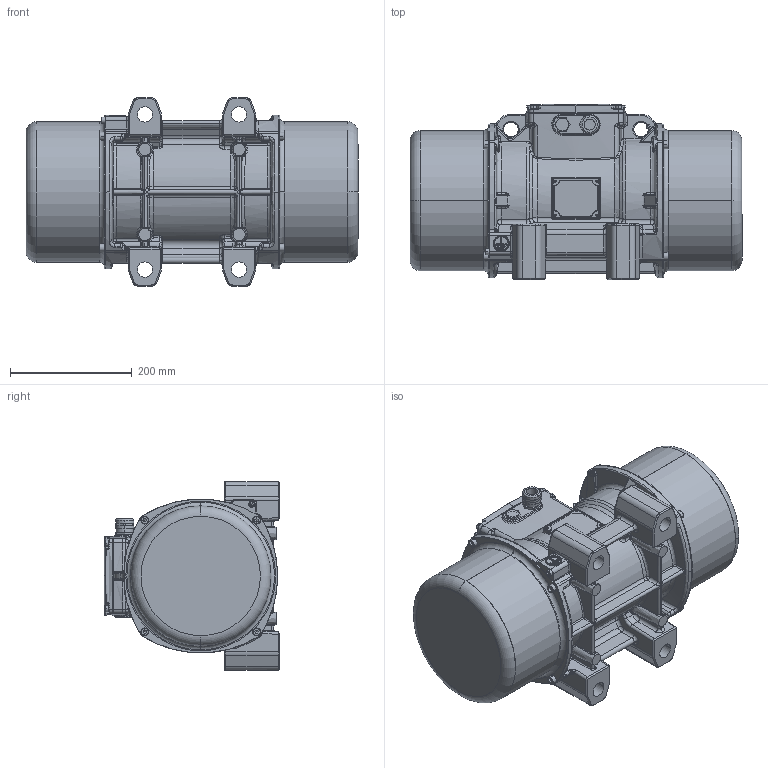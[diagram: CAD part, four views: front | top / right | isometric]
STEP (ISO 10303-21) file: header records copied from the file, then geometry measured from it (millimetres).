
FILE_DESCRIPTION (( 'STEP AP214' ), '1' );
FILE_NAME ('NEG 503820-50-60Hz.STEP', '2021-02-09T10:59:12', ( '' ), ( '' ), 'SwSTEP 2.0', 'SolidWorks 2015', '' );
FILE_SCHEMA (( 'AUTOMOTIVE_DESIGN' ));
Length unit declared in the file: millimetre
Products named in the file (1): NEG 503820-50-60Hz
Bounding box: 546 x 288.69 x 310 mm (x, y, z)
Volume: 8312859.6 mm3; surface area: 1478969.6 mm2
Topology: 26 solids, 30 shells, 3533 faces, 8776 edges, 5216 vertices
Faces by surface type: bspline 1171, plane 1157, cylinder 928, torus 149, cone 128
Entity records: 268769 total; most frequent: CARTESIAN_POINT 157454, ORIENTED_EDGE 17114, DIRECTION 10849, EDGE_CURVE 8557, VERTEX_POINT 5216, VECTOR 3767, LINE 3767, EDGE_LOOP 3739
